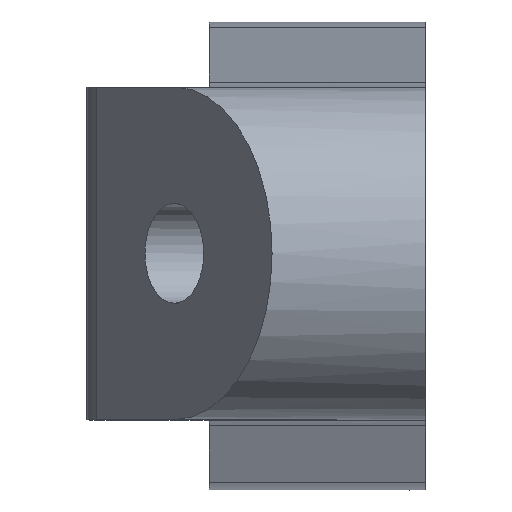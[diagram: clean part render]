
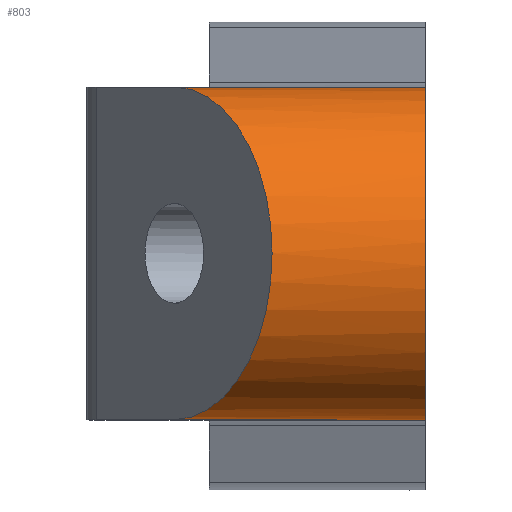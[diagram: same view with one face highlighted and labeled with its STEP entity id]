
A CAD part, top view. The second image highlights one B-rep face of the part: STEP entity #803.
In plain terms, the highlighted cylindrical face has radius 5 mm (diameter 10 mm), a partial arc.
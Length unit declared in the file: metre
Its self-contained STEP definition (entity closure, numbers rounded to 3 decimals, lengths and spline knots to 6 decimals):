
#15=ELLIPSE('',#870,0.00618,0.005);
#23=CYLINDRICAL_SURFACE('',#896,0.005);
#81=LINE('',#1339,#138);
#83=LINE('',#1345,#140);
#138=VECTOR('',#1068,1.);
#140=VECTOR('',#1074,1.);
#280=ORIENTED_EDGE('',*,*,#424,.T.);
#281=ORIENTED_EDGE('',*,*,#446,.T.);
#282=ORIENTED_EDGE('',*,*,#415,.T.);
#283=ORIENTED_EDGE('',*,*,#443,.F.);
#415=EDGE_CURVE('',#517,#520,#575,.T.);
#424=EDGE_CURVE('',#530,#529,#15,.F.);
#443=EDGE_CURVE('',#530,#520,#81,.T.);
#446=EDGE_CURVE('',#529,#517,#83,.T.);
#517=VERTEX_POINT('',#1281);
#520=VERTEX_POINT('',#1286);
#529=VERTEX_POINT('',#1305);
#530=VERTEX_POINT('',#1307);
#575=CIRCLE('',#865,0.005);
#638=EDGE_LOOP('',(#280,#281,#282,#283));
#713=FACE_BOUND('',#638,.T.);
#803=ADVANCED_FACE('',(#713),#23,.T.);
#865=AXIS2_PLACEMENT_3D('',#1287,#1015,#1016);
#870=AXIS2_PLACEMENT_3D('',#1306,#1030,#1031);
#896=AXIS2_PLACEMENT_3D('',#1370,#1098,#1099);
#1015=DIRECTION('',(0.809,0.,-0.588));
#1016=DIRECTION('',(-0.588,0.,-0.809));
#1030=DIRECTION('',(1.,0.,0.));
#1031=DIRECTION('',(0.,0.,1.));
#1068=DIRECTION('',(-0.809,0.,0.588));
#1074=DIRECTION('',(-0.809,0.,0.588));
#1098=DIRECTION('',(-0.809,0.,0.588));
#1099=DIRECTION('',(0.588,0.,0.809));
#1281=CARTESIAN_POINT('',(0.025955,0.005,0.060939));
#1286=CARTESIAN_POINT('',(0.025955,-0.005,0.060939));
#1287=CARTESIAN_POINT('',(0.025955,0.,0.060939));
#1305=CARTESIAN_POINT('',(0.0335,0.005,0.055457));
#1306=CARTESIAN_POINT('',(0.0335,0.,0.055457));
#1307=CARTESIAN_POINT('',(0.0335,-0.005,0.055457));
#1339=CARTESIAN_POINT('',(0.167964,-0.005,-0.042237));
#1345=CARTESIAN_POINT('',(0.167964,0.005,-0.042237));
#1370=CARTESIAN_POINT('',(0.167964,0.,-0.042237));
